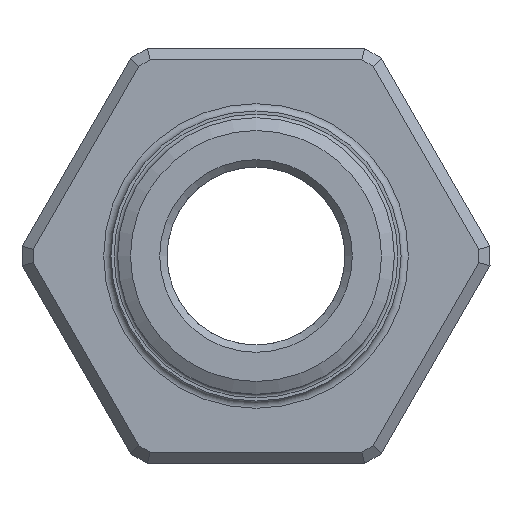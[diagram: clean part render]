
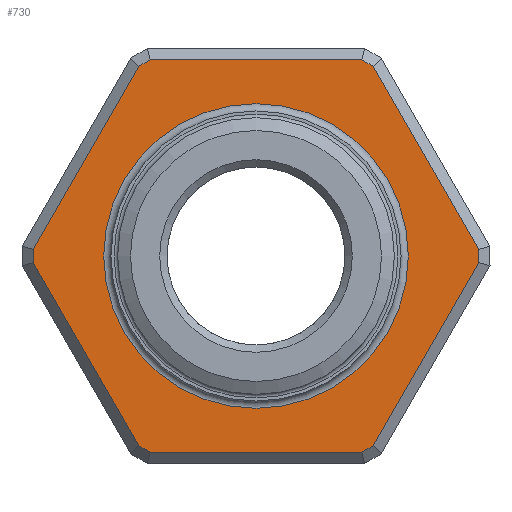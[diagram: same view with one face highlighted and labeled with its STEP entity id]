
A CAD part, front view. The second image highlights one B-rep face of the part: STEP entity #730.
In plain terms, the highlighted planar face has unit normal (0, -1, 0).
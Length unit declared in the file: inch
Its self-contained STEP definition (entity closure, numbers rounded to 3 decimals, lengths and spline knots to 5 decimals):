
#16 = ORIENTED_EDGE ( 'NONE', *, *, #2442, .T. ) ;
#57 = VERTEX_POINT ( 'NONE', #1690 ) ;
#70 = VERTEX_POINT ( 'NONE', #376 ) ;
#91 = ORIENTED_EDGE ( 'NONE', *, *, #1459, .T. ) ;
#104 = CARTESIAN_POINT ( 'NONE',  ( -0.3178, 0.99213, -0.51456 ) ) ;
#115 = LINE ( 'NONE', #1191, #2765 ) ;
#145 = EDGE_LOOP ( 'NONE', ( #1819 ) ) ;
#149 = DIRECTION ( 'NONE',  ( 0.5, 0., -0.866 ) ) ;
#200 = CARTESIAN_POINT ( 'NONE',  ( -0.60854, 0.99213, 0.01098 ) ) ;
#216 = DIRECTION ( 'NONE',  ( -0.866, 0., -0.5 ) ) ;
#234 = LINE ( 'NONE', #2454, #999 ) ;
#250 = DIRECTION ( 'NONE',  ( -0.866, 0., 0.5 ) ) ;
#268 = AXIS2_PLACEMENT_3D ( 'NONE', #1981, #417, #1764 ) ;
#309 = VECTOR ( 'NONE', #1011, 39.37008 ) ;
#352 = LINE ( 'NONE', #2534, #2449 ) ;
#363 = FACE_BOUND ( 'NONE', #145, .T. ) ;
#376 = CARTESIAN_POINT ( 'NONE',  ( 0.28672, 0.99213, -0.5325 ) ) ;
#399 = ORIENTED_EDGE ( 'NONE', *, *, #1749, .T. ) ;
#411 = ORIENTED_EDGE ( 'NONE', *, *, #2225, .T. ) ;
#417 = DIRECTION ( 'NONE',  ( 0., 1., 0. ) ) ;
#425 = VERTEX_POINT ( 'NONE', #1208 ) ;
#454 = CARTESIAN_POINT ( 'NONE',  ( 0., 0.99213, -0.41289 ) ) ;
#484 = LINE ( 'NONE', #200, #1879 ) ;
#543 = EDGE_CURVE ( 'NONE', #2400, #425, #2226, .T. ) ;
#584 = CIRCLE ( 'NONE', #268, 0.41289 ) ;
#627 = CARTESIAN_POINT ( 'NONE',  ( -0.60452, 0.99213, -0.01794 ) ) ;
#650 = VERTEX_POINT ( 'NONE', #2258 ) ;
#660 = EDGE_CURVE ( 'NONE', #1120, #765, #714, .T. ) ;
#683 = DIRECTION ( 'NONE',  ( 1., 0., 0. ) ) ;
#687 = VERTEX_POINT ( 'NONE', #2812 ) ;
#702 = CARTESIAN_POINT ( 'NONE',  ( -0.28672, 0.99213, 0.5325 ) ) ;
#714 = LINE ( 'NONE', #2704, #1499 ) ;
#730 = ADVANCED_FACE ( 'NONE', ( #2129, #363 ), #2770, .T. ) ;
#759 = EDGE_CURVE ( 'NONE', #765, #650, #234, .T. ) ;
#765 = VERTEX_POINT ( 'NONE', #702 ) ;
#781 = ORIENTED_EDGE ( 'NONE', *, *, #660, .T. ) ;
#824 = VECTOR ( 'NONE', #683, 39.37008 ) ;
#837 = CARTESIAN_POINT ( 'NONE',  ( -0.31378, 0.99213, -0.52152 ) ) ;
#914 = CARTESIAN_POINT ( 'NONE',  ( -0.27976, 0.99213, -0.53652 ) ) ;
#935 = CARTESIAN_POINT ( 'NONE',  ( 0.27976, 0.99213, 0.53652 ) ) ;
#937 = ORIENTED_EDGE ( 'NONE', *, *, #2792, .T. ) ;
#970 = DIRECTION ( 'NONE',  ( 0., 0., -1. ) ) ;
#999 = VECTOR ( 'NONE', #216, 39.37008 ) ;
#1011 = DIRECTION ( 'NONE',  ( 0., 0., 1. ) ) ;
#1047 = DIRECTION ( 'NONE',  ( 0.5, 0., 0.866 ) ) ;
#1048 = ORIENTED_EDGE ( 'NONE', *, *, #1900, .T. ) ;
#1054 = LINE ( 'NONE', #837, #2211 ) ;
#1065 = LINE ( 'NONE', #1505, #1560 ) ;
#1091 = ORIENTED_EDGE ( 'NONE', *, *, #2295, .T. ) ;
#1120 = VERTEX_POINT ( 'NONE', #1329 ) ;
#1191 = CARTESIAN_POINT ( 'NONE',  ( 0.32476, 0.99213, -0.51054 ) ) ;
#1208 = CARTESIAN_POINT ( 'NONE',  ( -0.28672, 0.99213, -0.5325 ) ) ;
#1227 = CARTESIAN_POINT ( 'NONE',  ( 0.3178, 0.99213, -0.51456 ) ) ;
#1233 = VECTOR ( 'NONE', #250, 39.37008 ) ;
#1238 = EDGE_CURVE ( 'NONE', #2660, #2660, #584, .T. ) ;
#1293 = VERTEX_POINT ( 'NONE', #1880 ) ;
#1329 = CARTESIAN_POINT ( 'NONE',  ( 0.28672, 0.99213, 0.5325 ) ) ;
#1354 = CARTESIAN_POINT ( 'NONE',  ( 0.29476, 0.99213, -0.5325 ) ) ;
#1369 = ORIENTED_EDGE ( 'NONE', *, *, #2049, .T. ) ;
#1400 = CARTESIAN_POINT ( 'NONE',  ( 0.31378, 0.99213, 0.52152 ) ) ;
#1406 = DIRECTION ( 'NONE',  ( 0.866, 0., 0.5 ) ) ;
#1448 = DIRECTION ( 'NONE',  ( -0.5, 0., 0.866 ) ) ;
#1459 = EDGE_CURVE ( 'NONE', #57, #687, #1889, .T. ) ;
#1499 = VECTOR ( 'NONE', #1590, 39.37008 ) ;
#1505 = CARTESIAN_POINT ( 'NONE',  ( 0.60854, 0.99213, -0.01098 ) ) ;
#1560 = VECTOR ( 'NONE', #1047, 39.37008 ) ;
#1564 = DIRECTION ( 'NONE',  ( 0.866, 0., -0.5 ) ) ;
#1590 = DIRECTION ( 'NONE',  ( -1., 0., 0. ) ) ;
#1682 = AXIS2_PLACEMENT_3D ( 'NONE', #2329, #2556, #2595 ) ;
#1690 = CARTESIAN_POINT ( 'NONE',  ( 0.60452, 0.99213, -0.01794 ) ) ;
#1740 = ORIENTED_EDGE ( 'NONE', *, *, #2501, .T. ) ;
#1747 = VERTEX_POINT ( 'NONE', #1885 ) ;
#1749 = EDGE_CURVE ( 'NONE', #70, #1820, #115, .T. ) ;
#1764 = DIRECTION ( 'NONE',  ( 0., 0., -1. ) ) ;
#1819 = ORIENTED_EDGE ( 'NONE', *, *, #1238, .T. ) ;
#1820 = VERTEX_POINT ( 'NONE', #1227 ) ;
#1856 = ORIENTED_EDGE ( 'NONE', *, *, #759, .T. ) ;
#1872 = LINE ( 'NONE', #1400, #2030 ) ;
#1879 = VECTOR ( 'NONE', #2469, 39.37008 ) ;
#1880 = CARTESIAN_POINT ( 'NONE',  ( -0.60452, 0.99213, 0.01794 ) ) ;
#1885 = CARTESIAN_POINT ( 'NONE',  ( 0.3178, 0.99213, 0.51456 ) ) ;
#1889 = LINE ( 'NONE', #1901, #309 ) ;
#1900 = EDGE_CURVE ( 'NONE', #1820, #57, #1065, .T. ) ;
#1901 = CARTESIAN_POINT ( 'NONE',  ( 0.60452, 0.99213, 0.02598 ) ) ;
#1943 = VERTEX_POINT ( 'NONE', #627 ) ;
#1981 = CARTESIAN_POINT ( 'NONE',  ( 0., 0.99213, 0. ) ) ;
#2018 = LINE ( 'NONE', #935, #1233 ) ;
#2030 = VECTOR ( 'NONE', #1448, 39.37008 ) ;
#2049 = EDGE_CURVE ( 'NONE', #1747, #1120, #2018, .T. ) ;
#2129 = FACE_OUTER_BOUND ( 'NONE', #2413, .T. ) ;
#2211 = VECTOR ( 'NONE', #149, 39.37008 ) ;
#2225 = EDGE_CURVE ( 'NONE', #1943, #2400, #1054, .T. ) ;
#2226 = LINE ( 'NONE', #914, #2483 ) ;
#2258 = CARTESIAN_POINT ( 'NONE',  ( -0.3178, 0.99213, 0.51456 ) ) ;
#2295 = EDGE_CURVE ( 'NONE', #425, #70, #2448, .T. ) ;
#2329 = CARTESIAN_POINT ( 'NONE',  ( 0.68898, 0.99213, 0. ) ) ;
#2400 = VERTEX_POINT ( 'NONE', #104 ) ;
#2413 = EDGE_LOOP ( 'NONE', ( #1369, #781, #1856, #937, #1740, #411, #2617, #1091, #399, #1048, #91, #16 ) ) ;
#2442 = EDGE_CURVE ( 'NONE', #687, #1747, #1872, .T. ) ;
#2448 = LINE ( 'NONE', #1354, #824 ) ;
#2449 = VECTOR ( 'NONE', #970, 39.37008 ) ;
#2454 = CARTESIAN_POINT ( 'NONE',  ( -0.32476, 0.99213, 0.51054 ) ) ;
#2469 = DIRECTION ( 'NONE',  ( -0.5, 0., -0.866 ) ) ;
#2483 = VECTOR ( 'NONE', #1564, 39.37008 ) ;
#2501 = EDGE_CURVE ( 'NONE', #1293, #1943, #352, .T. ) ;
#2534 = CARTESIAN_POINT ( 'NONE',  ( -0.60452, 0.99213, -0.02598 ) ) ;
#2556 = DIRECTION ( 'NONE',  ( 0., -1., 0. ) ) ;
#2595 = DIRECTION ( 'NONE',  ( 0., 0., -1. ) ) ;
#2617 = ORIENTED_EDGE ( 'NONE', *, *, #543, .T. ) ;
#2660 = VERTEX_POINT ( 'NONE', #454 ) ;
#2704 = CARTESIAN_POINT ( 'NONE',  ( -0.29476, 0.99213, 0.5325 ) ) ;
#2765 = VECTOR ( 'NONE', #1406, 39.37008 ) ;
#2770 = PLANE ( 'NONE',  #1682 ) ;
#2792 = EDGE_CURVE ( 'NONE', #650, #1293, #484, .T. ) ;
#2812 = CARTESIAN_POINT ( 'NONE',  ( 0.60452, 0.99213, 0.01794 ) ) ;
